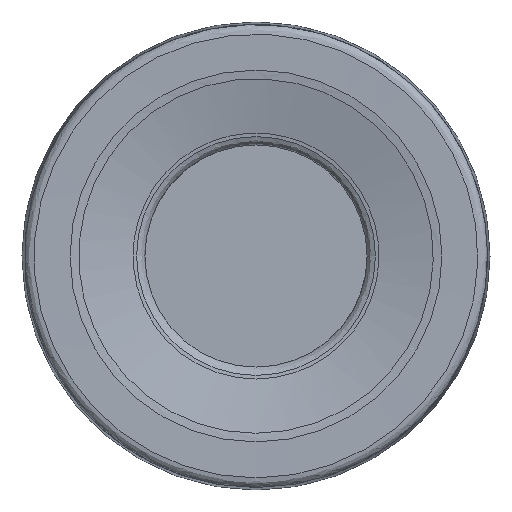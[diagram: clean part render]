
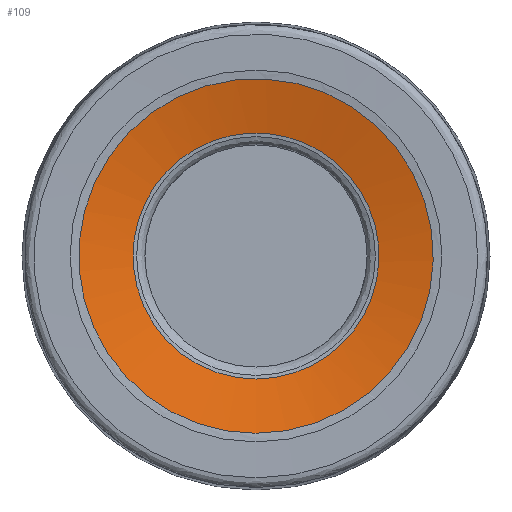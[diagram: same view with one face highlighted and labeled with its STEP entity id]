
A CAD part, front view. The second image highlights one B-rep face of the part: STEP entity #109.
In plain terms, the highlighted face is a revolution surface.
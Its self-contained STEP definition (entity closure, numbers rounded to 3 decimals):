
#109=ADVANCED_FACE('',(#202,#203),#150,.T.);
#150=SURFACE_OF_REVOLUTION('',#179,#164);
#164=AXIS1_PLACEMENT('',#919,#651);
#178=B_SPLINE_CURVE_WITH_KNOTS('',3,(#887,#888,#889,#890,#891,#892,#893,
#894,#895,#896,#897,#898,#899,#900,#901,#902,#903,#904),.UNSPECIFIED.,.T.,
 .F.,(2,2,2,2,2,2,2,2,2,2,2),(-0.125,0.,0.125,0.25,0.375,0.5,0.625,0.75,
0.875,1.,1.125),.UNSPECIFIED.);
#179=B_SPLINE_CURVE_WITH_KNOTS('',5,(#906,#907,#908,#909,#910,#911,#912,
#913,#914,#915,#916,#917,#918),.UNSPECIFIED.,.F.,.F.,(6,1,1,1,1,1,1,1,6),
(0.,0.085,0.297,0.537,0.748,
0.872,0.931,0.978,1.),.UNSPECIFIED.);
#202=FACE_BOUND('',#271,.T.);
#203=FACE_BOUND('',#272,.T.);
#271=EDGE_LOOP('',(#346));
#272=EDGE_LOOP('',(#347));
#346=ORIENTED_EDGE('',*,*,#481,.F.);
#347=ORIENTED_EDGE('',*,*,#480,.T.);
#436=VERTEX_POINT('',#879);
#437=VERTEX_POINT('',#905);
#480=EDGE_CURVE('',#436,#436,#527,.T.);
#481=EDGE_CURVE('',#437,#437,#178,.T.);
#527=CIRCLE('',#574,14.569);
#574=AXIS2_PLACEMENT_3D('',#878,#648,#649);
#648=DIRECTION('',(0.,-1.,0.));
#649=DIRECTION('',(0.,0.,-1.));
#651=DIRECTION('',(0.,-1.,0.));
#878=CARTESIAN_POINT('',(-7.914,-76.32,-1.392));
#879=CARTESIAN_POINT('',(-7.914,-76.32,-15.961));
#887=CARTESIAN_POINT('',(-18.218,-75.308,0.363));
#888=CARTESIAN_POINT('',(-17.756,-75.308,-4.911));
#889=CARTESIAN_POINT('',(-16.441,-75.308,-7.436));
#890=CARTESIAN_POINT('',(-12.386,-75.308,-10.839));
#891=CARTESIAN_POINT('',(-9.67,-75.308,-11.696));
#892=CARTESIAN_POINT('',(-4.396,-75.308,-11.234));
#893=CARTESIAN_POINT('',(-1.87,-75.308,-9.919));
#894=CARTESIAN_POINT('',(1.533,-75.308,-5.864));
#895=CARTESIAN_POINT('',(2.389,-75.308,-3.148));
#896=CARTESIAN_POINT('',(1.928,-75.308,2.126));
#897=CARTESIAN_POINT('',(0.613,-75.308,4.652));
#898=CARTESIAN_POINT('',(-3.443,-75.308,8.055));
#899=CARTESIAN_POINT('',(-6.158,-75.308,8.911));
#900=CARTESIAN_POINT('',(-11.432,-75.308,8.45));
#901=CARTESIAN_POINT('',(-13.958,-75.308,7.135));
#902=CARTESIAN_POINT('',(-17.361,-75.308,3.079));
#903=CARTESIAN_POINT('',(-18.218,-75.308,0.363));
#904=CARTESIAN_POINT('',(-17.756,-75.308,-4.911));
#905=CARTESIAN_POINT('',(-17.987,-75.308,-2.274));
#906=CARTESIAN_POINT('',(-22.428,-76.32,-2.662));
#907=CARTESIAN_POINT('',(-22.352,-76.303,-2.655));
#908=CARTESIAN_POINT('',(-22.088,-76.241,-2.632));
#909=CARTESIAN_POINT('',(-21.611,-76.136,-2.591));
#910=CARTESIAN_POINT('',(-20.948,-75.978,-2.533));
#911=CARTESIAN_POINT('',(-20.173,-75.802,-2.465));
#912=CARTESIAN_POINT('',(-19.423,-75.623,-2.399));
#913=CARTESIAN_POINT('',(-18.82,-75.482,-2.346));
#914=CARTESIAN_POINT('',(-18.409,-75.381,-2.311));
#915=CARTESIAN_POINT('',(-18.184,-75.341,-2.291));
#916=CARTESIAN_POINT('',(-18.069,-75.321,-2.281));
#917=CARTESIAN_POINT('',(-18.007,-75.311,-2.275));
#918=CARTESIAN_POINT('',(-17.987,-75.308,-2.274));
#919=CARTESIAN_POINT('',(-7.914,34.,-1.392));
